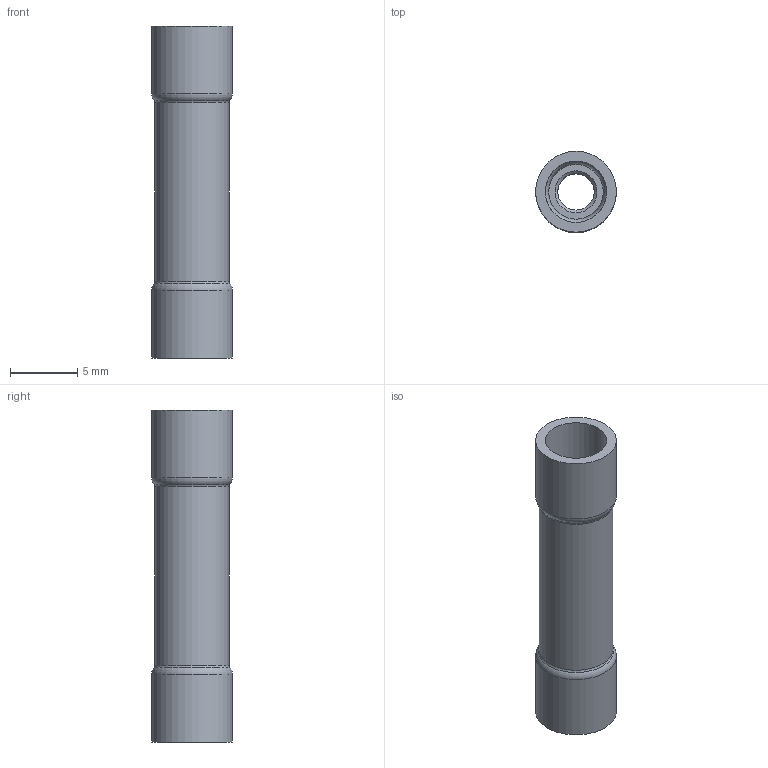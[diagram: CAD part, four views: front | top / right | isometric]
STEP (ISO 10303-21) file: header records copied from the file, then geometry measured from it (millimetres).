
FILE_DESCRIPTION(/* description */ (''),/* implementation_level */ '2;1');
FILE_NAME(/* name */ 'point 107 double sided femal tube blue.stp',/* time_stamp */ '2013-07-20T19:53:41-04:00',/* author */ ('Saville'),/* organization */ (''),/* preprocessor_version */ 'ST-DEVELOPER v15.2',/* originating_system */ 'Autodesk Inventor 2014',/* authorisation */ '');
FILE_SCHEMA (('AUTOMOTIVE_DESIGN { 1 0 10303 214 3 1 1 }'));
Length unit declared in the file: inch
Products named in the file (1): point 107 double sided femal tube blue
Bounding box: 6.02 x 6.02 x 24.73 mm (x, y, z)
Volume: 388.9 mm3; surface area: 1134.3 mm2
Topology: 2 solids, 2 shells, 22 faces, 40 edges, 22 vertices
Faces by surface type: torus 8, cylinder 8, plane 4, cone 2
Full cylindrical faces by diameter (mm): 2.718 x1, 4.064 x2, 4.572 x2, 5.512 x1, 6.02 x2
Entity records: 488 total; most frequent: DIRECTION 90, CARTESIAN_POINT 67, AXIS2_PLACEMENT_3D 45, EDGE_LOOP 44, ORIENTED_EDGE 44, FACE_BOUND 24, CIRCLE 22, VERTEX_POINT 22
